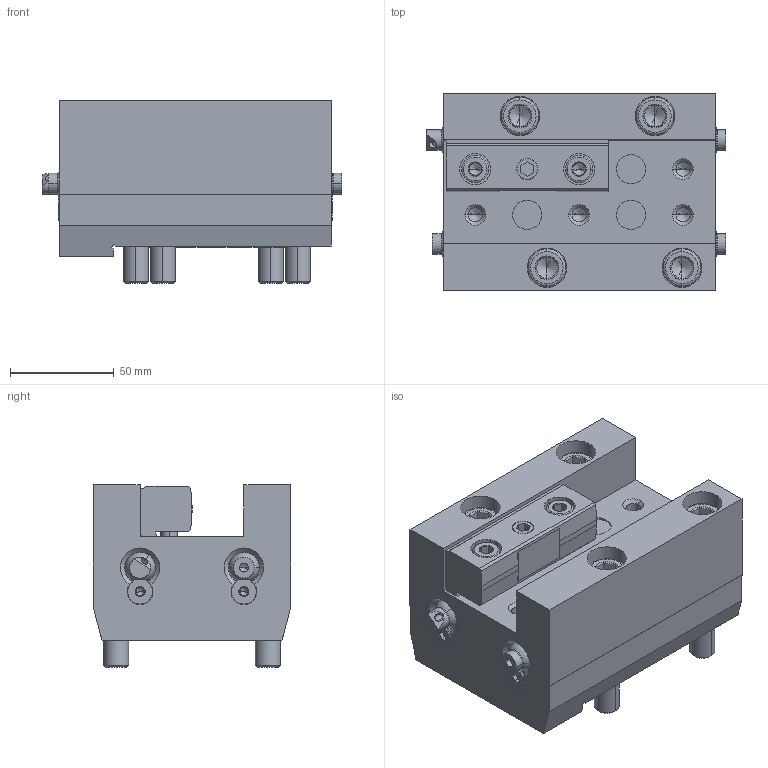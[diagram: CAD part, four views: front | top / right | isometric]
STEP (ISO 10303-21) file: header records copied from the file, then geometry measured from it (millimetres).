
FILE_DESCRIPTION((''),'2;1');
FILE_NAME('7073334_SW0002','2013-11-26T',('czauner'),(''),'PRO/ENGINEER BY PARAMETRIC TECHNOLOGY CORPORATION, 2011040','PRO/ENGINEER BY PARAMETRIC TECHNOLOGY CORPORATION, 2011040','');
FILE_SCHEMA(('AUTOMOTIVE_DESIGN { 1 2 10303 214 0 1 1 1 }'));
Length unit declared in the file: millimetre
Products named in the file (1): 7073334_SW0002
Bounding box: 144.21 x 95 x 88 mm (x, y, z)
Volume: 727565.1 mm3; surface area: 114837.2 mm2
Topology: 2 solids, 2 shells, 607 faces, 1447 edges, 858 vertices
Faces by surface type: plane 214, cone 174, cylinder 151, torus 56, sphere 8, revolution 4
Entity records: 26501 total; most frequent: CARTESIAN_POINT 6069, DIRECTION 3053, ORIENTED_EDGE 2818, EDGE_CURVE 1409, AXIS2_PLACEMENT_3D 1187, FILL_AREA_STYLE_COLOUR 1023, FILL_AREA_STYLE 1023, SURFACE_STYLE_FILL_AREA 1023
